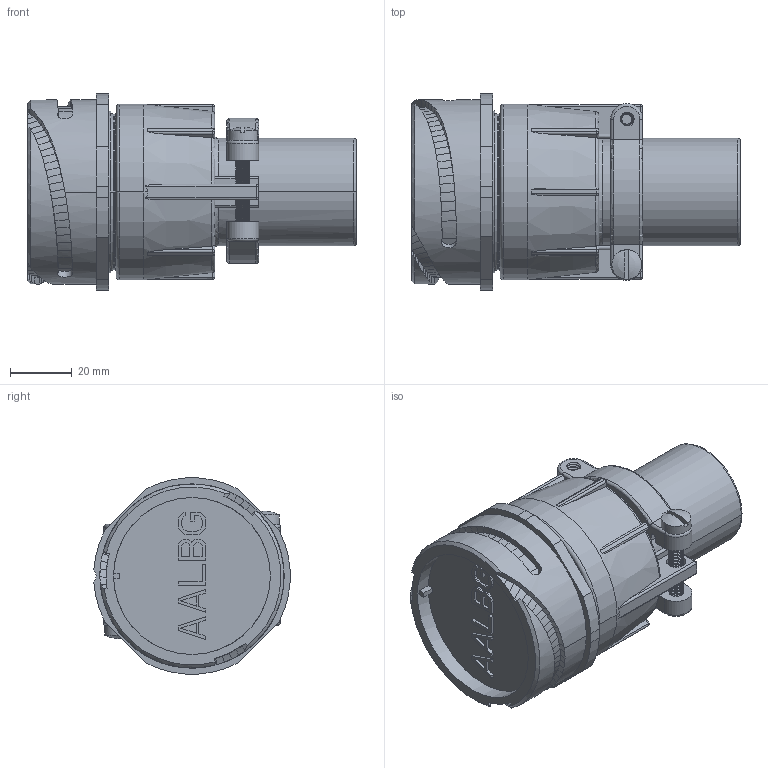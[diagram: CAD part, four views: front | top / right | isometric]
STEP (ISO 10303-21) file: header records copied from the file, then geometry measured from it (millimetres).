
FILE_DESCRIPTION((''),'2;1');
FILE_NAME('VG95234F-36_SW0001','2023-03-20T17:00:27',('paultorloting'),('NET AG system integration'),'CREO PARAMETRIC BY PTC INC, 2021404','CREO PARAMETRIC BY PTC INC, 2021404','');
FILE_SCHEMA(('AUTOMOTIVE_DESIGN { 1 0 10303 214 1 1 1 1 }'));
Length unit declared in the file: millimetre
Products named in the file (1): VG95234F-36_SW0001
Bounding box: 106.26 x 63.48 x 63.5 mm (x, y, z)
Volume: 171313.7 mm3; surface area: 35024.8 mm2
Topology: 1 solids, 1 shells, 945 faces, 2541 edges, 1615 vertices
Faces by surface type: plane 343, cylinder 273, bspline 264, torus 33, cone 16, sphere 16
Entity records: 57421 total; most frequent: CARTESIAN_POINT 30946, ORIENTED_EDGE 5082, DIRECTION 3288, EDGE_CURVE 2541, VERTEX_POINT 1615, VECTOR 1375, LINE 1375, EDGE_LOOP 984
